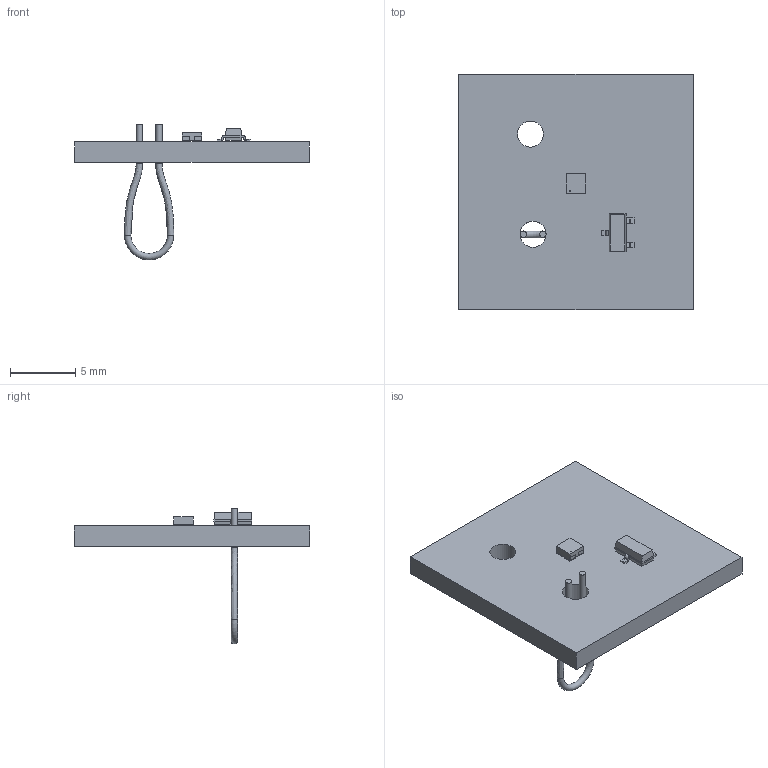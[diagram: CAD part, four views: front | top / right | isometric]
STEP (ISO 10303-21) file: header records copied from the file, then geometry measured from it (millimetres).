
FILE_DESCRIPTION(('KiCad electronic assembly'),'2;1');
FILE_NAME('VoidSwitch.step','2023-07-03T21:35:55',('Pcbnew'),('Kicad'), 'Open CASCADE STEP processor 7.6','KiCad to STEP converter','Unknown' );
FILE_SCHEMA(('AUTOMOTIVE_DESIGN { 1 0 10303 214 1 1 1 1 }'));
Length unit declared in the file: millimetre
Products named in the file (8): VoidSwitch 1; DBZ0003A; COMPOUND; 4492_ADA; TestPoint_Loop_D3.80mm_Drill2.0mm; SOLID; VoidSwitch PCB
Assembly tree (7 placements, depth 3):
  VoidSwitch 1
    DBZ0003A
      COMPOUND
    4492_ADA
      COMPOUND
    TestPoint_Loop_D3.80mm_Drill2.0mm
      SOLID
    VoidSwitch PCB
Bounding box: 18 x 18.1 x 10.45 mm (x, y, z)
Volume: 514.2 mm3; surface area: 838.7 mm2
Topology: 13 solids, 13 shells, 124 faces, 278 edges, 180 vertices
Faces by surface type: plane 104, cylinder 17, bspline 2, torus 1
Full cylindrical faces by diameter (mm): 0.075 x1, 0.5 x2, 2 x2
Entity records: 8098 total; most frequent: CARTESIAN_POINT 1833, DIRECTION 1103, LINE 758, VECTOR 758, ORIENTED_EDGE 556, PCURVE 556, DEFINITIONAL_REPRESENTATION 556, EDGE_CURVE 278
